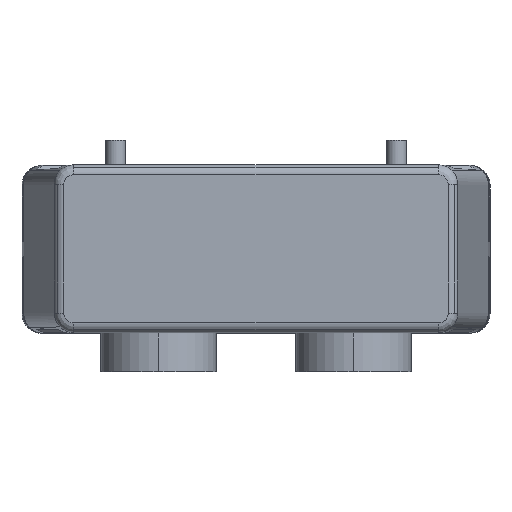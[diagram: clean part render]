
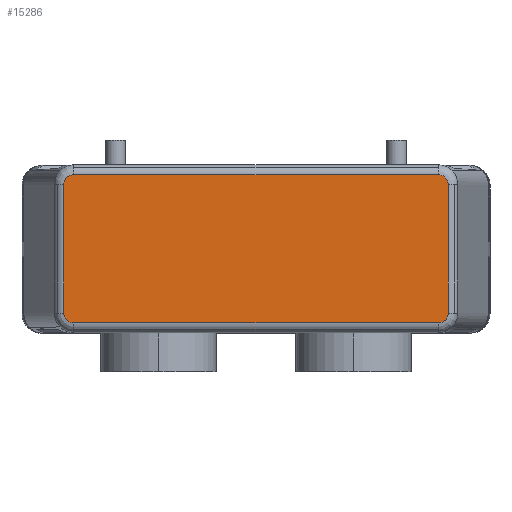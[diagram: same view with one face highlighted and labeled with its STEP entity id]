
A CAD part, top view. The second image highlights one B-rep face of the part: STEP entity #15286.
In plain terms, the highlighted planar face has unit normal (0, 0, 1).
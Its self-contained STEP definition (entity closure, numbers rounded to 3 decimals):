
#410=CARTESIAN_POINT('',(-49.268,-16.5,76.0));
#411=VERTEX_POINT('',#410);
#419=CARTESIAN_POINT('',(-49.268,16.5,76.0));
#420=VERTEX_POINT('',#419);
#421=CARTESIAN_POINT('',(-49.268,-16.5,76.0));
#422=DIRECTION('',(0.0,1.0,0.0));
#423=VECTOR('',#422,33.0);
#424=LINE('',#421,#423);
#425=EDGE_CURVE('',#411,#420,#424,.T.);
#14703=CARTESIAN_POINT('',(46.729,-19.0,76.0));
#14704=VERTEX_POINT('',#14703);
#14712=CARTESIAN_POINT('',(-46.729,-19.0,76.0));
#14713=VERTEX_POINT('',#14712);
#14714=CARTESIAN_POINT('',(46.729,-19.0,76.0));
#14715=DIRECTION('',(-1.0,0.0,0.0));
#14716=VECTOR('',#14715,93.458);
#14717=LINE('',#14714,#14716);
#14718=EDGE_CURVE('',#14704,#14713,#14717,.T.);
#14823=CARTESIAN_POINT('',(-46.729,-16.5,76.0));
#14824=DIRECTION('',(0.0,0.0,-1.0));
#14825=DIRECTION('',(-1.0,0.0,0.0));
#14826=AXIS2_PLACEMENT_3D('',#14823,#14824,#14825);
#14827=ELLIPSE('',#14826,2.539,2.5);
#14828=EDGE_CURVE('',#14713,#411,#14827,.T.);
#14915=CARTESIAN_POINT('',(49.268,-16.5,76.0));
#14916=VERTEX_POINT('',#14915);
#14924=CARTESIAN_POINT('',(46.729,-16.5,76.0));
#14925=DIRECTION('',(0.0,0.0,-1.0));
#14926=DIRECTION('',(1.0,0.0,0.0));
#14927=AXIS2_PLACEMENT_3D('',#14924,#14925,#14926);
#14928=ELLIPSE('',#14927,2.539,2.5);
#14929=EDGE_CURVE('',#14916,#14704,#14928,.T.);
#14973=CARTESIAN_POINT('',(49.268,16.5,76.0));
#14974=VERTEX_POINT('',#14973);
#14982=CARTESIAN_POINT('',(49.268,16.5,76.0));
#14983=DIRECTION('',(0.0,-1.0,0.0));
#14984=VECTOR('',#14983,33.0);
#14985=LINE('',#14982,#14984);
#14986=EDGE_CURVE('',#14974,#14916,#14985,.T.);
#15073=CARTESIAN_POINT('',(-46.729,19.0,76.0));
#15074=VERTEX_POINT('',#15073);
#15087=CARTESIAN_POINT('',(-46.729,16.5,76.0));
#15088=DIRECTION('',(0.0,0.0,-1.0));
#15089=DIRECTION('',(-1.0,0.0,0.0));
#15090=AXIS2_PLACEMENT_3D('',#15087,#15088,#15089);
#15091=ELLIPSE('',#15090,2.539,2.5);
#15092=EDGE_CURVE('',#420,#15074,#15091,.T.);
#15179=CARTESIAN_POINT('',(46.729,19.0,76.0));
#15180=VERTEX_POINT('',#15179);
#15188=CARTESIAN_POINT('',(46.729,16.5,76.0));
#15189=DIRECTION('',(0.0,0.0,-1.0));
#15190=DIRECTION('',(1.0,0.0,0.0));
#15191=AXIS2_PLACEMENT_3D('',#15188,#15189,#15190);
#15192=ELLIPSE('',#15191,2.539,2.5);
#15193=EDGE_CURVE('',#15180,#14974,#15192,.T.);
#15215=CARTESIAN_POINT('',(-46.729,19.0,76.0));
#15216=DIRECTION('',(1.0,0.0,0.0));
#15217=VECTOR('',#15216,93.458);
#15218=LINE('',#15215,#15217);
#15219=EDGE_CURVE('',#15074,#15180,#15218,.T.);
#15271=CARTESIAN_POINT('',(51.365,0.0,76.0));
#15272=DIRECTION('',(0.0,0.0,1.0));
#15273=DIRECTION('',(1.0,0.0,0.0));
#15274=AXIS2_PLACEMENT_3D('',#15271,#15272,#15273);
#15275=PLANE('',#15274);
#15276=ORIENTED_EDGE('',*,*,#14718,.F.);
#15277=ORIENTED_EDGE('',*,*,#14929,.F.);
#15278=ORIENTED_EDGE('',*,*,#14986,.F.);
#15279=ORIENTED_EDGE('',*,*,#15193,.F.);
#15280=ORIENTED_EDGE('',*,*,#15219,.F.);
#15281=ORIENTED_EDGE('',*,*,#15092,.F.);
#15282=ORIENTED_EDGE('',*,*,#425,.F.);
#15283=ORIENTED_EDGE('',*,*,#14828,.F.);
#15284=EDGE_LOOP('',(#15276,#15277,#15278,#15279,#15280,#15281,#15282,#15283));
#15285=FACE_OUTER_BOUND('',#15284,.T.);
#15286=ADVANCED_FACE('',(#15285),#15275,.T.);
